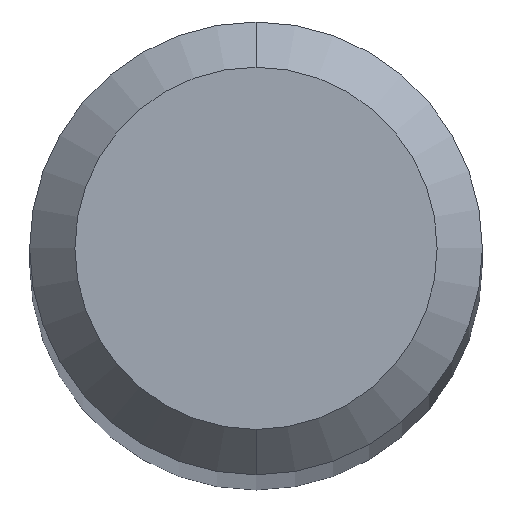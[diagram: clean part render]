
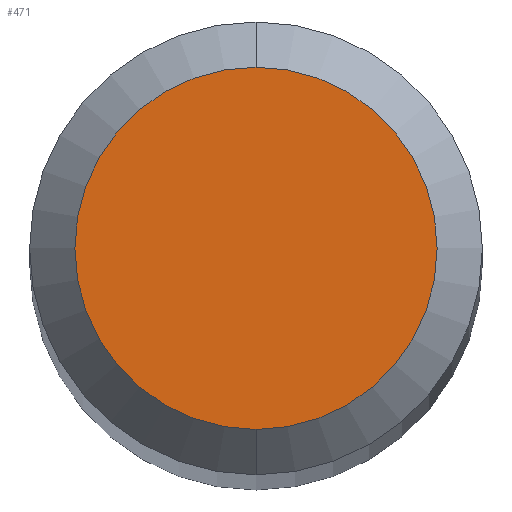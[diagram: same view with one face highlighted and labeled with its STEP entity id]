
A CAD part, top view. The second image highlights one B-rep face of the part: STEP entity #471.
In plain terms, the highlighted planar face has unit normal (0, 0, 1).
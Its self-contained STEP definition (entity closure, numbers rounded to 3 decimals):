
#191=VERTEX_POINT('',#514);
#277=EDGE_CURVE('',#191,#415,#609,.T.);
#415=VERTEX_POINT('',#762);
#439=EDGE_CURVE('',#415,#191,#789,.T.);
#471=ADVANCED_FACE('',(#823),#824,.T.);
#514=CARTESIAN_POINT('',(0.,-1.2,0.0));
#609=CIRCLE('',#1422,1.2);
#762=CARTESIAN_POINT('',(0.0,1.2,0.0));
#789=CIRCLE('',#3071,1.2);
#823=FACE_OUTER_BOUND('',#3209,.T.);
#824=PLANE('',#3210);
#1422=AXIS2_PLACEMENT_3D('',#3378,#3379,#3380);
#3071=AXIS2_PLACEMENT_3D('',#3609,#3610,#3611);
#3209=EDGE_LOOP('',(#3640,#3641));
#3210=AXIS2_PLACEMENT_3D('',#3642,#3643,#3644);
#3378=CARTESIAN_POINT('',(0.0,0.0,0.0));
#3379=DIRECTION('',(0.0,0.0,-1.0));
#3380=DIRECTION('',(0.0,1.0,0.0));
#3609=CARTESIAN_POINT('',(0.0,0.0,0.0));
#3610=DIRECTION('',(0.0,0.0,-1.0));
#3611=DIRECTION('',(0.0,1.0,0.0));
#3640=ORIENTED_EDGE('',*,*,#439,.F.);
#3641=ORIENTED_EDGE('',*,*,#277,.F.);
#3642=CARTESIAN_POINT('',(0.0,0.6,0.0));
#3643=DIRECTION('',(-0.0,0.0,1.0));
#3644=DIRECTION('',(0.0,-1.0,0.0));
